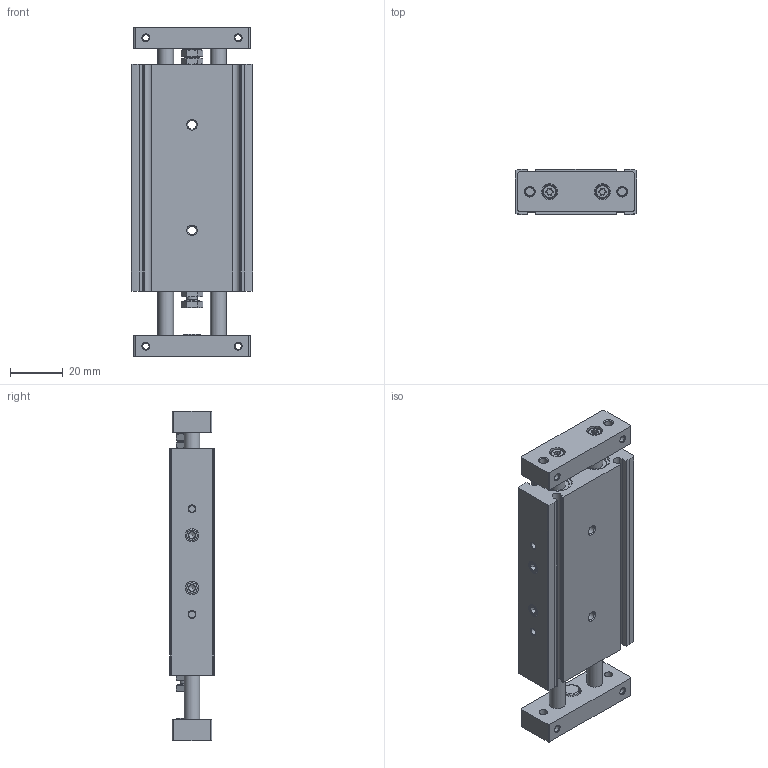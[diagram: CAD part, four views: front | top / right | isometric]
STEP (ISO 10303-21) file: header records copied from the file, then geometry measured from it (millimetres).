
FILE_DESCRIPTION(/* description */ ('STEP AP214'),/* implementation_level */ '2;1');
FILE_NAME(/* name */ '8103497_DGTZ-GF-10-10-J-T-P-A',/* time_stamp */ '2024-08-16T08:22:49+02:00',/* author */ ('License CC BY-ND 4.0'),/* organization */ ('CADENAS'),/* preprocessor_version */ 'ST-DEVELOPER v19.3',/* originating_system */ 'PARTsolutions',/* authorisation */ ' ');
FILE_SCHEMA (('AUTOMOTIVE_DESIGN {1 0 10303 214 3 1 1}'));
Length unit declared in the file: millimetre
Products named in the file (6): 8103497 DGTZ-GF-10-10-J-T-P-A-10---(high0); 8150886 DGTZ-GF-10-J-T-10---(high_z); 8150886 DGTZ-GF-10-J-T-10---(high_k); DIN-439-B - M4(F); Hexagon bolt DIN 933 - M4x18; ISO-4026 M5x5
Assembly tree (8 placements, depth 2):
  8103497 DGTZ-GF-10-10-J-T-P-A-10---(high0)
    8150886 DGTZ-GF-10-J-T-10---(high_z)
    8150886 DGTZ-GF-10-J-T-10---(high_k)
    DIN-439-B - M4(F)  x2
    Hexagon bolt DIN 933 - M4x18  x2
    ISO-4026 M5x5  x2
Bounding box: 46 x 17 x 124.9 mm (x, y, z)
Volume: 72212.9 mm3; surface area: 31251.5 mm2
Topology: 8 solids, 8 shells, 379 faces, 846 edges, 529 vertices
Faces by surface type: plane 152, cylinder 143, cone 77, torus 7
Full cylindrical faces by diameter (mm): 2.459 x12, 3.242 x10, 3.4 x2, 4 x2, 4.134 x5, 5 x2, 6 x11, 6.03 x2, 6.5 x2, 7 x2, 7.5 x1, 9 x4, 10 x4, 11 x4
Entity records: 9756 total; most frequent: CARTESIAN_POINT 1634, DIRECTION 1574, ORIENTED_EDGE 1218, AXIS2_PLACEMENT_3D 672, EDGE_CURVE 609, FACE_BOUND 517, EDGE_LOOP 516, VERTEX_POINT 456
